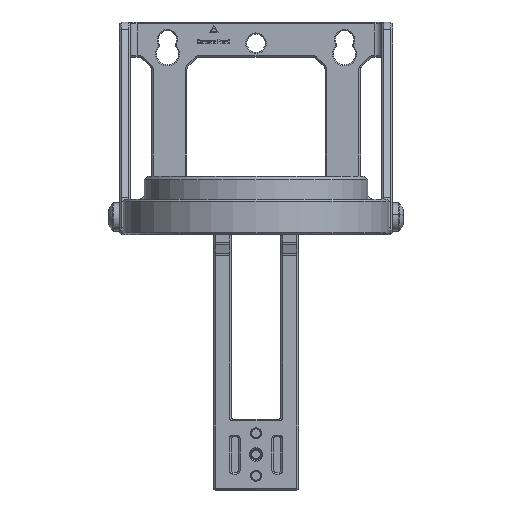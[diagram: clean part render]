
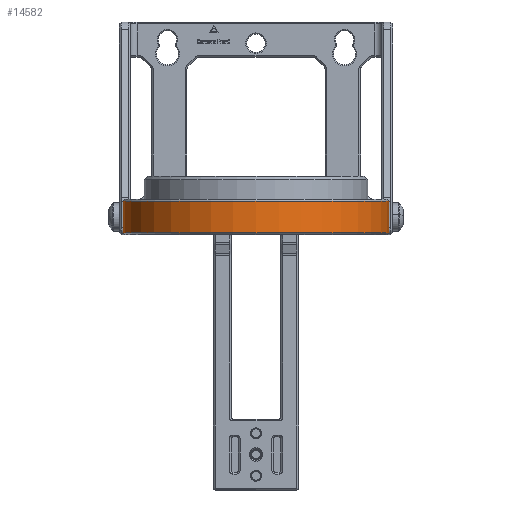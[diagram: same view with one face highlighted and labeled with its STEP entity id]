
A CAD part, front view. The second image highlights one B-rep face of the part: STEP entity #14582.
In plain terms, the highlighted cylindrical face has radius 37.5 mm (diameter 75 mm), a partial arc.
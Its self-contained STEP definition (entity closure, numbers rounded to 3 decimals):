
#4411 = FACE_OUTER_BOUND ( 'NONE', #85271, .T. ) ;
#9244 = DIRECTION ( 'NONE',  ( 1., 0., 0. ) ) ;
#11370 = VERTEX_POINT ( 'NONE', #38581 ) ;
#14582 = ADVANCED_FACE ( 'NONE', ( #4411 ), #52218, .T. ) ;
#15478 = VERTEX_POINT ( 'NONE', #63777 ) ;
#19099 = DIRECTION ( 'NONE',  ( 1., 0., 0. ) ) ;
#20345 = CARTESIAN_POINT ( 'NONE',  ( 0., 0., 4.5 ) ) ;
#21660 = EDGE_CURVE ( 'NONE', #15478, #83159, #56731, .T. ) ;
#23403 = CIRCLE ( 'NONE', #36185, 37.5 ) ;
#25091 = CARTESIAN_POINT ( 'NONE',  ( 37.5, 0., -5. ) ) ;
#27016 = CARTESIAN_POINT ( 'NONE',  ( 0., 0., -5. ) ) ;
#32209 = LINE ( 'NONE', #25091, #36027 ) ;
#33242 = EDGE_CURVE ( 'NONE', #44117, #83159, #37038, .T. ) ;
#35245 = AXIS2_PLACEMENT_3D ( 'NONE', #27016, #79727, #19099 ) ;
#36027 = VECTOR ( 'NONE', #73302, 1000. ) ;
#36071 = ORIENTED_EDGE ( 'NONE', *, *, #80520, .T. ) ;
#36185 = AXIS2_PLACEMENT_3D ( 'NONE', #56568, #43325, #9244 ) ;
#37038 = LINE ( 'NONE', #57770, #57681 ) ;
#38581 = CARTESIAN_POINT ( 'NONE',  ( 37.5, 0., -4.5 ) ) ;
#41274 = CARTESIAN_POINT ( 'NONE',  ( -37.5, 0., -4.5 ) ) ;
#42498 = CARTESIAN_POINT ( 'NONE',  ( -37.5, 0., 4.5 ) ) ;
#43325 = DIRECTION ( 'NONE',  ( 0., 0., 1. ) ) ;
#44117 = VERTEX_POINT ( 'NONE', #41274 ) ;
#52218 = CYLINDRICAL_SURFACE ( 'NONE', #35245, 37.5 ) ;
#52735 = ORIENTED_EDGE ( 'NONE', *, *, #33242, .F. ) ;
#56568 = CARTESIAN_POINT ( 'NONE',  ( 0., 0., -4.5 ) ) ;
#56731 = CIRCLE ( 'NONE', #80853, 37.5 ) ;
#57681 = VECTOR ( 'NONE', #84871, 1000. ) ;
#57770 = CARTESIAN_POINT ( 'NONE',  ( -37.5, 0., -5. ) ) ;
#59676 = DIRECTION ( 'NONE',  ( 0., 0., -1. ) ) ;
#62896 = EDGE_CURVE ( 'NONE', #11370, #15478, #32209, .T. ) ;
#62922 = ORIENTED_EDGE ( 'NONE', *, *, #62896, .T. ) ;
#63777 = CARTESIAN_POINT ( 'NONE',  ( 37.5, 0., 4.5 ) ) ;
#73302 = DIRECTION ( 'NONE',  ( 0., 0., 1. ) ) ;
#79727 = DIRECTION ( 'NONE',  ( 0., 0., 1. ) ) ;
#80520 = EDGE_CURVE ( 'NONE', #44117, #11370, #23403, .T. ) ;
#80853 = AXIS2_PLACEMENT_3D ( 'NONE', #20345, #59676, #86771 ) ;
#83159 = VERTEX_POINT ( 'NONE', #42498 ) ;
#84871 = DIRECTION ( 'NONE',  ( 0., 0., 1. ) ) ;
#85271 = EDGE_LOOP ( 'NONE', ( #52735, #36071, #62922, #86461 ) ) ;
#86461 = ORIENTED_EDGE ( 'NONE', *, *, #21660, .T. ) ;
#86771 = DIRECTION ( 'NONE',  ( 1., 0., 0. ) ) ;
